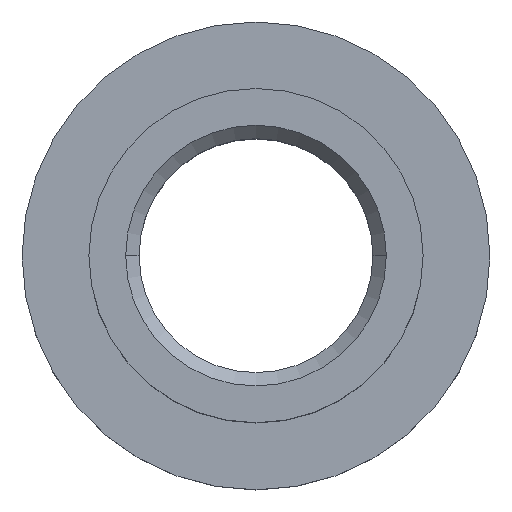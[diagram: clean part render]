
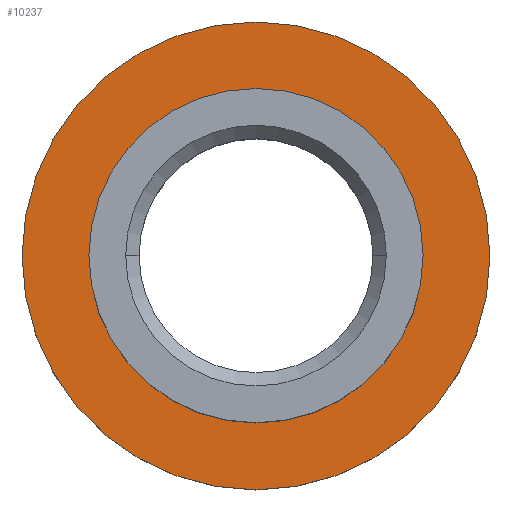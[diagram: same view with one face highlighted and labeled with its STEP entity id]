
A CAD part, top view. The second image highlights one B-rep face of the part: STEP entity #10237.
In plain terms, the highlighted planar face has unit normal (0, 0, 1).
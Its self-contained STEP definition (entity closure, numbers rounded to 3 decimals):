
#43 = ORIENTED_EDGE ( 'NONE', *, *, #10561, .F. ) ;
#463 = VERTEX_POINT ( 'NONE', #11245 ) ;
#548 = CIRCLE ( 'NONE', #2973, 12.5 ) ;
#893 = PLANE ( 'NONE',  #12555 ) ;
#1089 = FACE_OUTER_BOUND ( 'NONE', #10366, .T. ) ;
#1254 = AXIS2_PLACEMENT_3D ( 'NONE', #1744, #6275, #3901 ) ;
#1744 = CARTESIAN_POINT ( 'NONE',  ( 0., 0., -4. ) ) ;
#1998 = DIRECTION ( 'NONE',  ( -1., 0., 0. ) ) ;
#2197 = CARTESIAN_POINT ( 'NONE',  ( 0., 0., -4. ) ) ;
#2262 = DIRECTION ( 'NONE',  ( 1., 0., 0. ) ) ;
#2973 = AXIS2_PLACEMENT_3D ( 'NONE', #2197, #9830, #6368 ) ;
#3165 = AXIS2_PLACEMENT_3D ( 'NONE', #5665, #12137, #2262 ) ;
#3251 = VERTEX_POINT ( 'NONE', #10791 ) ;
#3509 = CARTESIAN_POINT ( 'NONE',  ( 0., 0., -4. ) ) ;
#3901 = DIRECTION ( 'NONE',  ( 1., 0., 0. ) ) ;
#4938 = EDGE_CURVE ( 'NONE', #6279, #3251, #8157, .T. ) ;
#4983 = AXIS2_PLACEMENT_3D ( 'NONE', #3509, #11151, #8976 ) ;
#5385 = ORIENTED_EDGE ( 'NONE', *, *, #11755, .T. ) ;
#5665 = CARTESIAN_POINT ( 'NONE',  ( 0., 0., -4. ) ) ;
#6275 = DIRECTION ( 'NONE',  ( 0., 0., 1. ) ) ;
#6279 = VERTEX_POINT ( 'NONE', #12178 ) ;
#6344 = ORIENTED_EDGE ( 'NONE', *, *, #13440, .F. ) ;
#6364 = CIRCLE ( 'NONE', #1254, 17.5 ) ;
#6368 = DIRECTION ( 'NONE',  ( 1., 0., 0. ) ) ;
#7389 = FACE_BOUND ( 'NONE', #9431, .T. ) ;
#8157 = CIRCLE ( 'NONE', #4983, 17.5 ) ;
#8166 = ORIENTED_EDGE ( 'NONE', *, *, #4938, .T. ) ;
#8533 = DIRECTION ( 'NONE',  ( 0., 0., -1. ) ) ;
#8556 = CIRCLE ( 'NONE', #3165, 12.5 ) ;
#8976 = DIRECTION ( 'NONE',  ( 1., 0., 0. ) ) ;
#9431 = EDGE_LOOP ( 'NONE', ( #43, #6344 ) ) ;
#9532 = CARTESIAN_POINT ( 'NONE',  ( 0., 12.5, -4. ) ) ;
#9830 = DIRECTION ( 'NONE',  ( 0., 0., 1. ) ) ;
#9958 = VERTEX_POINT ( 'NONE', #12919 ) ;
#10237 = ADVANCED_FACE ( 'NONE', ( #7389, #1089 ), #893, .F. ) ;
#10366 = EDGE_LOOP ( 'NONE', ( #5385, #8166 ) ) ;
#10561 = EDGE_CURVE ( 'NONE', #9958, #463, #548, .T. ) ;
#10791 = CARTESIAN_POINT ( 'NONE',  ( 17.5, 0., -4. ) ) ;
#11151 = DIRECTION ( 'NONE',  ( 0., 0., 1. ) ) ;
#11245 = CARTESIAN_POINT ( 'NONE',  ( -12.5, 0., -4. ) ) ;
#11755 = EDGE_CURVE ( 'NONE', #3251, #6279, #6364, .T. ) ;
#12137 = DIRECTION ( 'NONE',  ( 0., 0., 1. ) ) ;
#12178 = CARTESIAN_POINT ( 'NONE',  ( -17.5, 0., -4. ) ) ;
#12555 = AXIS2_PLACEMENT_3D ( 'NONE', #9532, #8533, #1998 ) ;
#12919 = CARTESIAN_POINT ( 'NONE',  ( 12.5, 0., -4. ) ) ;
#13440 = EDGE_CURVE ( 'NONE', #463, #9958, #8556, .T. ) ;
